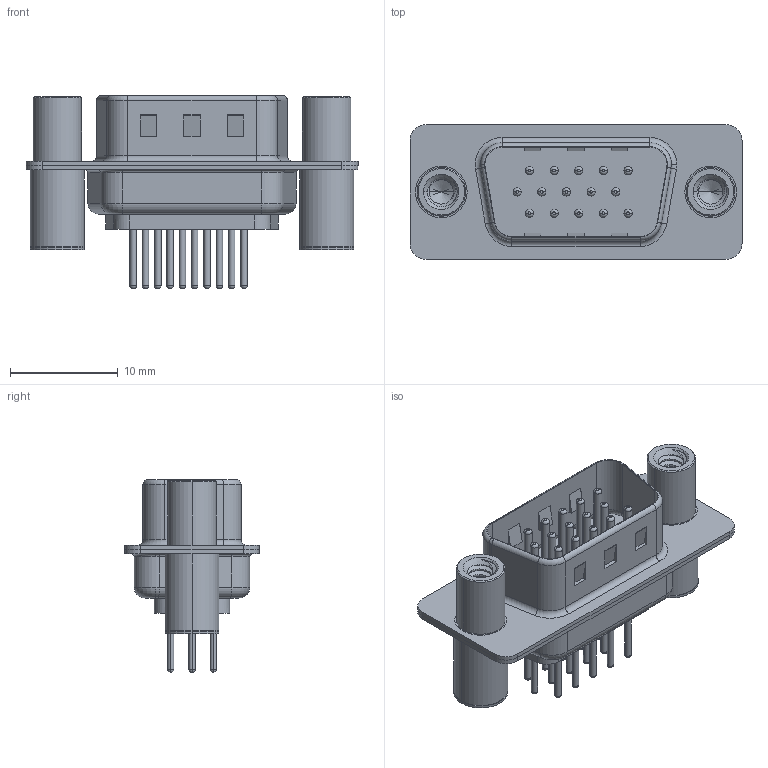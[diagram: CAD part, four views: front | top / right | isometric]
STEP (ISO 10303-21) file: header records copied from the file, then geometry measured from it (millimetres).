
FILE_DESCRIPTION (( 'STEP AP203' ), '1' );
FILE_NAME ('637-M15-330-BT4.STEP', '2018-11-19T22:28:59', ( '' ), ( '' ), 'SwSTEP 2.0', 'SolidWorks 2016', '' );
FILE_SCHEMA (( 'CONFIG_CONTROL_DESIGN' ));
Length unit declared in the file: millimetre
Products named in the file (8): 637M 4-40 Threaded Standoff and Board Spacer; 637-M15-330-BT4; 637M Housing_15 Contacts; 637M Shell Front_15 Contacts; 637M Shell Rear_15 Contacts; 637M Contact Row 1_30; 637M Contact Row 2_30; 637M Contact Row 3_30
Assembly tree (20 placements, depth 2):
  637-M15-330-BT4
    637M Housing_15 Contacts
    637M Shell Front_15 Contacts
    637M Shell Rear_15 Contacts
    637M Contact Row 1_30  x5
    637M Contact Row 2_30  x5
    637M Contact Row 3_30  x5
    637M 4-40 Threaded Standoff and Board Spacer  x2
Bounding box: 30.8 x 12.5 x 17.9 mm (x, y, z)
Volume: 1636.2 mm3; surface area: 4620.6 mm2
Topology: 20 solids, 20 shells, 945 faces, 2093 edges, 1272 vertices
Faces by surface type: cylinder 391, torus 294, plane 218, cone 30, bspline 12
Entity records: 18384 total; most frequent: CARTESIAN_POINT 4825, DIRECTION 2814, ORIENTED_EDGE 2446, EDGE_CURVE 1223, AXIS2_PLACEMENT_3D 1153, VERTEX_POINT 767, EDGE_LOOP 626, CIRCLE 615
